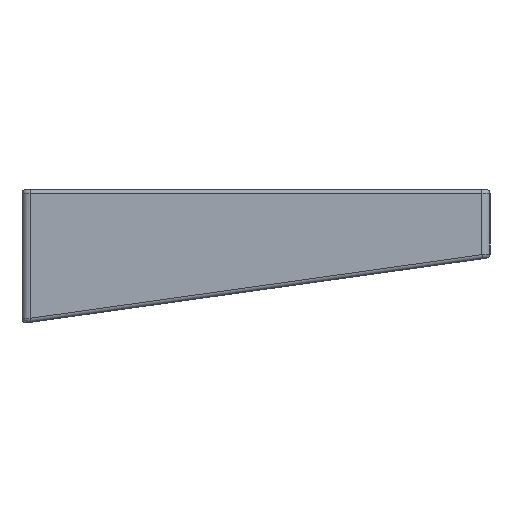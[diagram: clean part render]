
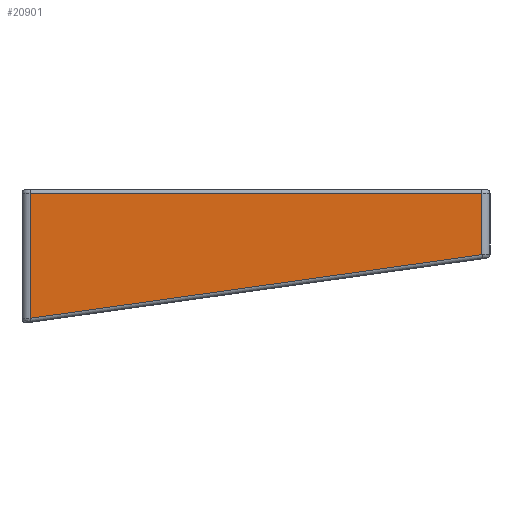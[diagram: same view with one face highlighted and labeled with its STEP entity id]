
A CAD part, left-side view. The second image highlights one B-rep face of the part: STEP entity #20901.
In plain terms, the highlighted planar face has unit normal (-1, 0, 0).
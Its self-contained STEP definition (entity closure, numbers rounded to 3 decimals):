
#1812=PLANE('',#22102);
#2355=FACE_OUTER_BOUND('',#3508,.T.);
#3508=EDGE_LOOP('',(#14628,#14629,#14630,#14631));
#5019=LINE('',#30790,#7094);
#5030=LINE('',#30874,#7105);
#5031=LINE('',#30878,#7106);
#5032=LINE('',#30879,#7107);
#7094=VECTOR('',#24293,10.);
#7105=VECTOR('',#24346,10.);
#7106=VECTOR('',#24351,10.);
#7107=VECTOR('',#24352,10.);
#9212=VERTEX_POINT('',#30783);
#9215=VERTEX_POINT('',#30788);
#9231=VERTEX_POINT('',#30873);
#9232=VERTEX_POINT('',#30877);
#11333=EDGE_CURVE('',#9215,#9212,#5019,.T.);
#11359=EDGE_CURVE('',#9212,#9231,#5030,.T.);
#11361=EDGE_CURVE('',#9232,#9215,#5031,.T.);
#11362=EDGE_CURVE('',#9231,#9232,#5032,.T.);
#14628=ORIENTED_EDGE('',*,*,#11333,.F.);
#14629=ORIENTED_EDGE('',*,*,#11361,.F.);
#14630=ORIENTED_EDGE('',*,*,#11362,.F.);
#14631=ORIENTED_EDGE('',*,*,#11359,.F.);
#20901=ADVANCED_FACE('',(#2355),#1812,.T.);
#22102=AXIS2_PLACEMENT_3D('',#30876,#24349,#24350);
#24293=DIRECTION('',(0.,-1.,0.));
#24346=DIRECTION('',(0.,0.,-1.));
#24349=DIRECTION('center_axis',(-1.,0.,0.));
#24350=DIRECTION('ref_axis',(0.,1.,0.));
#24351=DIRECTION('',(0.,0.,1.));
#24352=DIRECTION('',(0.,0.99,-0.139));
#30783=CARTESIAN_POINT('',(-4.475,-8.475,6.8));
#30788=CARTESIAN_POINT('',(-4.475,103.725,6.8));
#30790=CARTESIAN_POINT('',(-4.475,18.58,6.8));
#30873=CARTESIAN_POINT('',(-4.475,-8.475,-8.471));
#30874=CARTESIAN_POINT('',(-4.475,-8.475,7.8));
#30876=CARTESIAN_POINT('Origin',(-4.475,-10.475,7.8));
#30877=CARTESIAN_POINT('',(-4.475,103.725,-24.24));
#30878=CARTESIAN_POINT('',(-4.475,103.725,7.8));
#30879=CARTESIAN_POINT('',(-4.475,46.593,-16.211));
